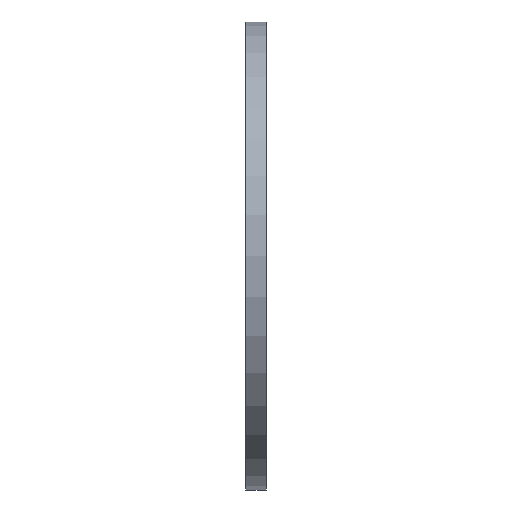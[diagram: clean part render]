
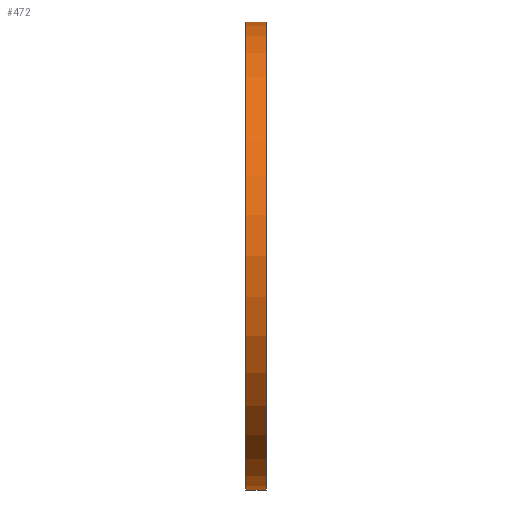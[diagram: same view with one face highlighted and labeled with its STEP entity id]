
A CAD part, front view. The second image highlights one B-rep face of the part: STEP entity #472.
In plain terms, the highlighted cylindrical face has radius 203.2 mm (diameter 406.4 mm), a partial arc.
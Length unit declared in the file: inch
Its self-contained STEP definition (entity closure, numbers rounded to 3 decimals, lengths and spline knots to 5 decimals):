
#119 = CARTESIAN_POINT ( 'NONE',  ( 0., 0., 8. ) ) ;
#147 = DIRECTION ( 'NONE',  ( 0., 0., 1. ) ) ;
#172 = DIRECTION ( 'NONE',  ( 0., 0., 1. ) ) ;
#199 = VERTEX_POINT ( 'NONE', #1143 ) ;
#232 = LINE ( 'NONE', #119, #351 ) ;
#256 = VERTEX_POINT ( 'NONE', #1005 ) ;
#311 = VERTEX_POINT ( 'NONE', #1413 ) ;
#315 = EDGE_CURVE ( 'NONE', #311, #199, #1202, .T. ) ;
#346 = AXIS2_PLACEMENT_3D ( 'NONE', #671, #1044, #147 ) ;
#351 = VECTOR ( 'NONE', #1247, 39.37008 ) ;
#365 = ORIENTED_EDGE ( 'NONE', *, *, #1333, .T. ) ;
#399 = LINE ( 'NONE', #1440, #461 ) ;
#424 = DIRECTION ( 'NONE',  ( -1., 0., 0. ) ) ;
#461 = VECTOR ( 'NONE', #766, 39.37008 ) ;
#472 = ADVANCED_FACE ( 'NONE', ( #714 ), #1346, .T. ) ;
#627 = ORIENTED_EDGE ( 'NONE', *, *, #1197, .F. ) ;
#671 = CARTESIAN_POINT ( 'NONE',  ( 0.0625, 0., 0. ) ) ;
#714 = FACE_OUTER_BOUND ( 'NONE', #1262, .T. ) ;
#755 = AXIS2_PLACEMENT_3D ( 'NONE', #1453, #1278, #1393 ) ;
#766 = DIRECTION ( 'NONE',  ( -1., 0., 0. ) ) ;
#827 = AXIS2_PLACEMENT_3D ( 'NONE', #1606, #424, #172 ) ;
#914 = CIRCLE ( 'NONE', #755, 8. ) ;
#951 = EDGE_CURVE ( 'NONE', #1459, #256, #914, .T. ) ;
#1005 = CARTESIAN_POINT ( 'NONE',  ( 0.75, 0., 8. ) ) ;
#1044 = DIRECTION ( 'NONE',  ( -1., 0., 0. ) ) ;
#1078 = ORIENTED_EDGE ( 'NONE', *, *, #951, .T. ) ;
#1143 = CARTESIAN_POINT ( 'NONE',  ( 0.0625, 0., 8. ) ) ;
#1197 = EDGE_CURVE ( 'NONE', #1459, #311, #399, .T. ) ;
#1202 = CIRCLE ( 'NONE', #346, 8. ) ;
#1247 = DIRECTION ( 'NONE',  ( -1., 0., 0. ) ) ;
#1262 = EDGE_LOOP ( 'NONE', ( #627, #1078, #365, #1523 ) ) ;
#1278 = DIRECTION ( 'NONE',  ( -1., 0., 0. ) ) ;
#1333 = EDGE_CURVE ( 'NONE', #256, #199, #232, .T. ) ;
#1346 = CYLINDRICAL_SURFACE ( 'NONE', #827, 8. ) ;
#1393 = DIRECTION ( 'NONE',  ( 0., 0., 1. ) ) ;
#1413 = CARTESIAN_POINT ( 'NONE',  ( 0.0625, 0., -8. ) ) ;
#1440 = CARTESIAN_POINT ( 'NONE',  ( 0., 0., -8. ) ) ;
#1453 = CARTESIAN_POINT ( 'NONE',  ( 0.75, 0., 0. ) ) ;
#1459 = VERTEX_POINT ( 'NONE', #1513 ) ;
#1513 = CARTESIAN_POINT ( 'NONE',  ( 0.75, 0., -8. ) ) ;
#1523 = ORIENTED_EDGE ( 'NONE', *, *, #315, .F. ) ;
#1606 = CARTESIAN_POINT ( 'NONE',  ( 0., 0., 0. ) ) ;
